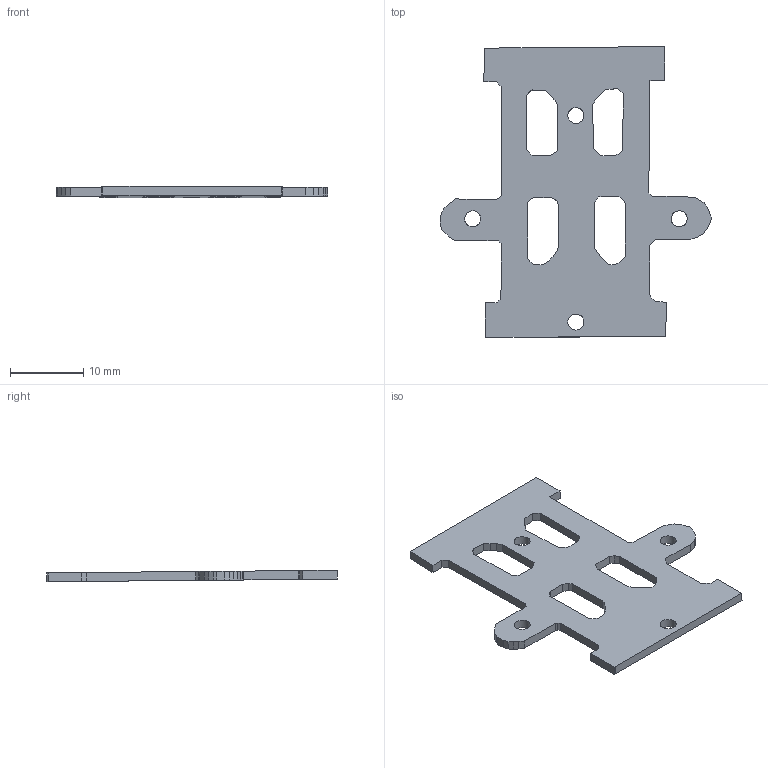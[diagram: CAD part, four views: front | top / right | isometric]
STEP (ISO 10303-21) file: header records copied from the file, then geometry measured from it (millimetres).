
FILE_DESCRIPTION(/* description */ (''),/* implementation_level */ '2;1');
FILE_NAME(/* name */ 'plate.step',/* time_stamp */ '2025-06-18T16:43:44+05:30',/* author */ (''),/* organization */ (''),/* preprocessor_version */ 'ST-DEVELOPER v20.1',/* originating_system */ 'Autodesk Translation Framework v14.10.0.0',/* authorisation */ '');
FILE_SCHEMA (('AUTOMOTIVE_DESIGN { 1 0 10303 214 3 1 1 }'));
Length unit declared in the file: millimetre
Products named in the file (1): rekon35
Bounding box: 37.16 x 39.82 x 1.57 mm (x, y, z)
Volume: 948.3 mm3; surface area: 1907.2 mm2
Topology: 1 solids, 1 shells, 109 faces, 321 edges, 214 vertices
Faces by surface type: plane 105, cylinder 4
Full cylindrical faces by diameter (mm): 2.2 x4
Entity records: 3635 total; most frequent: CARTESIAN_POINT 645, ORIENTED_EDGE 642, DIRECTION 549, EDGE_CURVE 321, LINE 313, VECTOR 313, VERTEX_POINT 214, EDGE_LOOP 125
